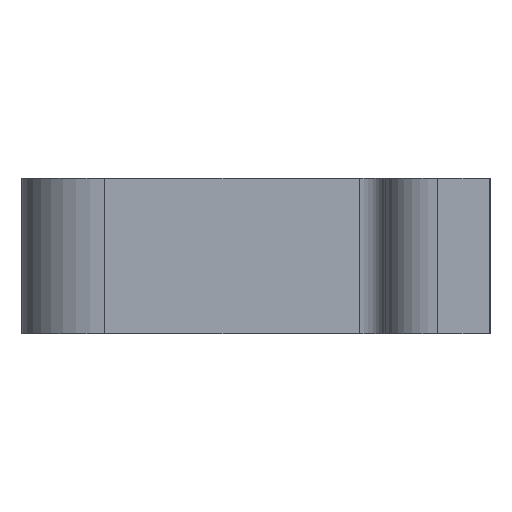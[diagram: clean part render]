
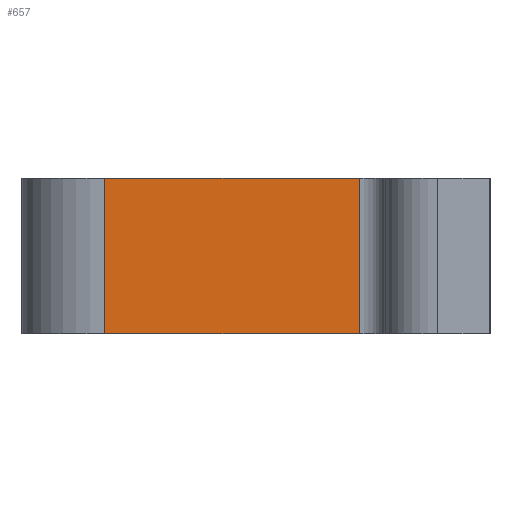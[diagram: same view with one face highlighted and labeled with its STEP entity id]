
A CAD part, left-side view. The second image highlights one B-rep face of the part: STEP entity #657.
In plain terms, the highlighted planar face has unit normal (-1, 0, 0).
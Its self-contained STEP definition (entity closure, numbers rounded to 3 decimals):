
#15 = VECTOR ( 'NONE', #623, 1000. ) ;
#63 = CARTESIAN_POINT ( 'NONE',  ( -45.852, -19.908, -30. ) ) ;
#68 = ORIENTED_EDGE ( 'NONE', *, *, #393, .F. ) ;
#94 = EDGE_CURVE ( 'NONE', #554, #964, #269, .T. ) ;
#106 = LINE ( 'NONE', #919, #15 ) ;
#108 = DIRECTION ( 'NONE',  ( 0., 0., 1. ) ) ;
#114 = VECTOR ( 'NONE', #108, 1000. ) ;
#156 = LINE ( 'NONE', #1010, #114 ) ;
#161 = DIRECTION ( 'NONE',  ( -1., 0., 0. ) ) ;
#269 = LINE ( 'NONE', #595, #735 ) ;
#324 = LINE ( 'NONE', #63, #372 ) ;
#372 = VECTOR ( 'NONE', #1163, 1000. ) ;
#393 = EDGE_CURVE ( 'NONE', #554, #1067, #156, .T. ) ;
#405 = DIRECTION ( 'NONE',  ( 0., -1., 0. ) ) ;
#554 = VERTEX_POINT ( 'NONE', #836 ) ;
#570 = ORIENTED_EDGE ( 'NONE', *, *, #741, .T. ) ;
#595 = CARTESIAN_POINT ( 'NONE',  ( -45.852, 0., -30. ) ) ;
#623 = DIRECTION ( 'NONE',  ( 0., -1., 0. ) ) ;
#655 = FACE_OUTER_BOUND ( 'NONE', #993, .T. ) ;
#657 = ADVANCED_FACE ( 'NONE', ( #655 ), #1071, .T. ) ;
#696 = ORIENTED_EDGE ( 'NONE', *, *, #94, .T. ) ;
#735 = VECTOR ( 'NONE', #405, 1000. ) ;
#741 = EDGE_CURVE ( 'NONE', #964, #1298, #324, .T. ) ;
#753 = CARTESIAN_POINT ( 'NONE',  ( -45.852, -19.908, 0. ) ) ;
#757 = CARTESIAN_POINT ( 'NONE',  ( -45.852, -19.908, -30. ) ) ;
#836 = CARTESIAN_POINT ( 'NONE',  ( -45.852, 29.125, -30. ) ) ;
#862 = CARTESIAN_POINT ( 'NONE',  ( -45.852, 0., -30. ) ) ;
#877 = DIRECTION ( 'NONE',  ( 0., 0., 1. ) ) ;
#889 = AXIS2_PLACEMENT_3D ( 'NONE', #862, #161, #877 ) ;
#919 = CARTESIAN_POINT ( 'NONE',  ( -45.852, 0., 0. ) ) ;
#964 = VERTEX_POINT ( 'NONE', #757 ) ;
#993 = EDGE_LOOP ( 'NONE', ( #696, #570, #1149, #68 ) ) ;
#1010 = CARTESIAN_POINT ( 'NONE',  ( -45.852, 29.125, -30. ) ) ;
#1067 = VERTEX_POINT ( 'NONE', #1271 ) ;
#1071 = PLANE ( 'NONE',  #889 ) ;
#1149 = ORIENTED_EDGE ( 'NONE', *, *, #1237, .F. ) ;
#1163 = DIRECTION ( 'NONE',  ( 0., 0., 1. ) ) ;
#1237 = EDGE_CURVE ( 'NONE', #1067, #1298, #106, .T. ) ;
#1271 = CARTESIAN_POINT ( 'NONE',  ( -45.852, 29.125, 0. ) ) ;
#1298 = VERTEX_POINT ( 'NONE', #753 ) ;
